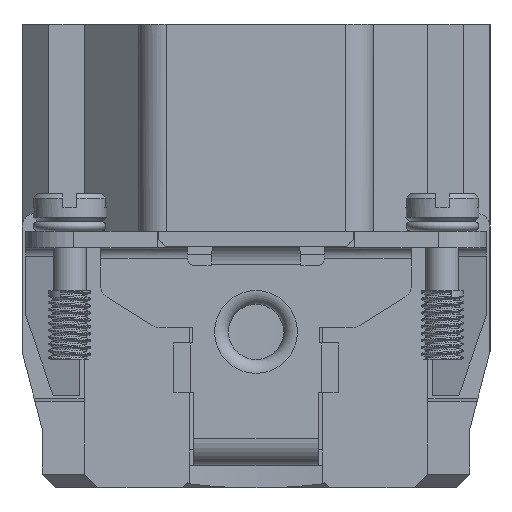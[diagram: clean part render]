
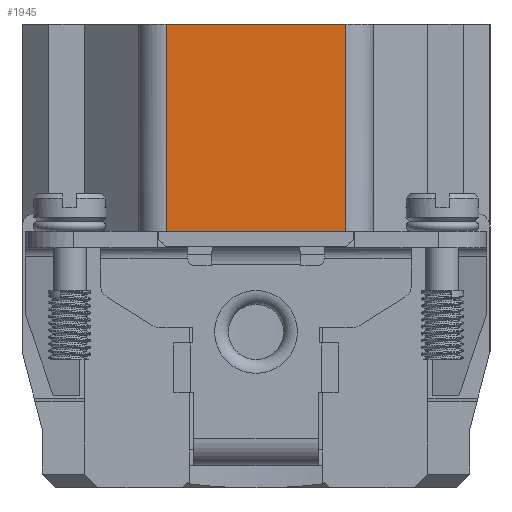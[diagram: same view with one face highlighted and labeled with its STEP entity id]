
A CAD part, left-side view. The second image highlights one B-rep face of the part: STEP entity #1945.
In plain terms, the highlighted planar face has unit normal (-1, 0, 0).
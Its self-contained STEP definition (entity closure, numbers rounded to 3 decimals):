
#432=PLANE('',#23984);
#1094=FACE_OUTER_BOUND('',#5574,.T.);
#1945=ADVANCED_FACE('',(#1094),#432,.T.);
#5574=EDGE_LOOP('',(#9696,#9697,#9698,#9699));
#9696=ORIENTED_EDGE('',*,*,#16906,.T.);
#9697=ORIENTED_EDGE('',*,*,#17736,.F.);
#9698=ORIENTED_EDGE('',*,*,#17739,.T.);
#9699=ORIENTED_EDGE('',*,*,#17740,.T.);
#14670=VERTEX_POINT('',#33021);
#14671=VERTEX_POINT('',#33023);
#15356=VERTEX_POINT('',#34758);
#15357=VERTEX_POINT('',#34763);
#16906=EDGE_CURVE('',#14671,#14670,#19929,.T.);
#17736=EDGE_CURVE('',#15356,#14670,#20510,.T.);
#17739=EDGE_CURVE('',#15356,#15357,#20511,.T.);
#17740=EDGE_CURVE('',#15357,#14671,#20512,.T.);
#19929=LINE('',#33022,#21765);
#20510=LINE('',#34757,#22346);
#20511=LINE('',#34762,#22347);
#20512=LINE('',#34764,#22348);
#21765=VECTOR('',#26113,1.);
#22346=VECTOR('',#27562,1.);
#22347=VECTOR('',#27569,1.);
#22348=VECTOR('',#27570,1.);
#23984=AXIS2_PLACEMENT_3D('',#34765,#27571,#27572);
#26113=DIRECTION('',(0.,-1.,0.));
#27562=DIRECTION('',(0.,0.,-1.));
#27569=DIRECTION('',(0.,1.,0.));
#27570=DIRECTION('',(0.,0.,-1.));
#27571=DIRECTION('',(-1.,0.,0.));
#27572=DIRECTION('',(0.,0.,-1.));
#33021=CARTESIAN_POINT('',(-42.2,-6.5,-13.5));
#33022=CARTESIAN_POINT('',(-42.2,8.55,-13.5));
#33023=CARTESIAN_POINT('',(-42.2,6.5,-13.5));
#34757=CARTESIAN_POINT('',(-42.2,-6.5,18.955));
#34758=CARTESIAN_POINT('',(-42.2,-6.5,1.5));
#34762=CARTESIAN_POINT('',(-42.2,8.55,1.5));
#34763=CARTESIAN_POINT('',(-42.2,6.5,1.5));
#34764=CARTESIAN_POINT('',(-42.2,6.5,18.955));
#34765=CARTESIAN_POINT('',(-42.2,8.55,0.9));
